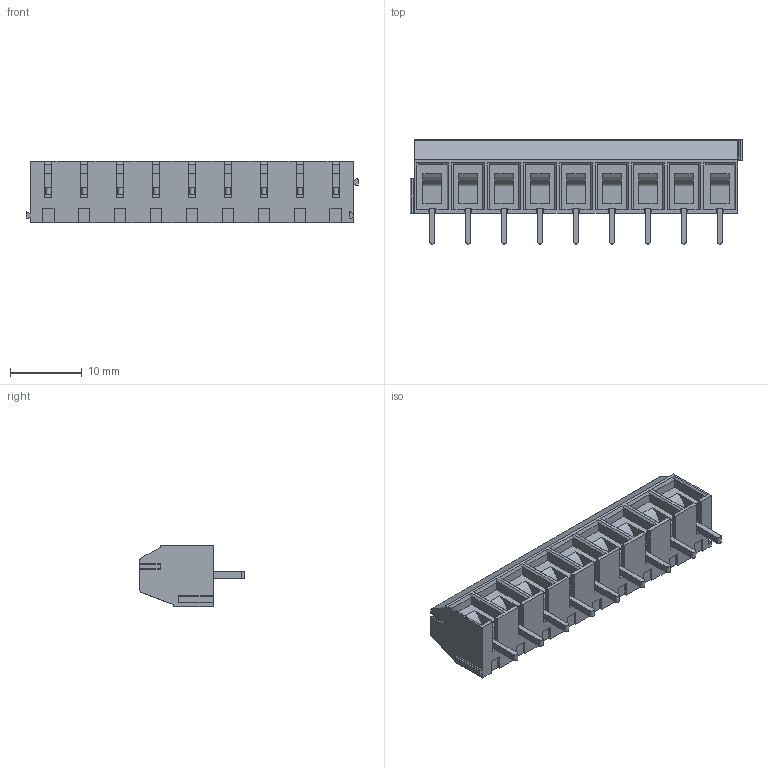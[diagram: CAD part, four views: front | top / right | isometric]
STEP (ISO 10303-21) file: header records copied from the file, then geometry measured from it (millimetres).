
FILE_DESCRIPTION(('STEP AP214'),'1');
FILE_NAME('MBE159-5-V.stp','2020-01-21T08:37:08',(' '),(' '),'Spatial InterOp 3D',' ',' ');
FILE_SCHEMA(('automotive_design'));
Length unit declared in the file: metre
Products named in the file (1): 1
Bounding box: 46.2 x 14.5 x 8.6 mm (x, y, z)
Volume: 2638.1 mm3; surface area: 3221.6 mm2
Topology: 1 solids, 1 shells, 455 faces, 1242 edges, 828 vertices
Faces by surface type: plane 387, cylinder 58, torus 9, extrusion 1
Full cylindrical faces by diameter (mm): 3.3 x9, 3.4 x9
Entity records: 17599 total; most frequent: CARTESIAN_POINT 2481, ORIENTED_EDGE 2394, DIRECTION 2258, EDGE_CURVE 1197, VECTOR 1044, LINE 1043, VERTEX_POINT 810, AXIS2_PLACEMENT_3D 607
